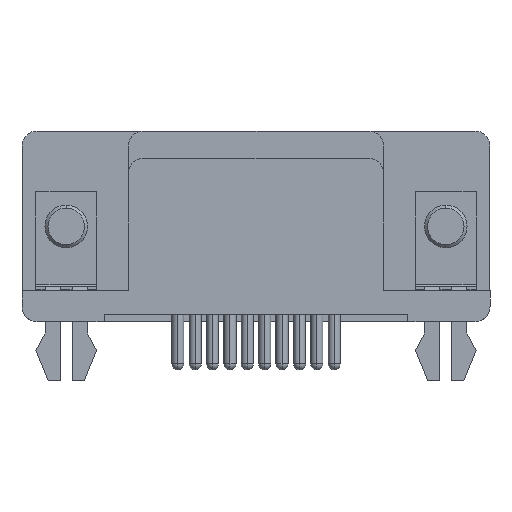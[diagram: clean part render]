
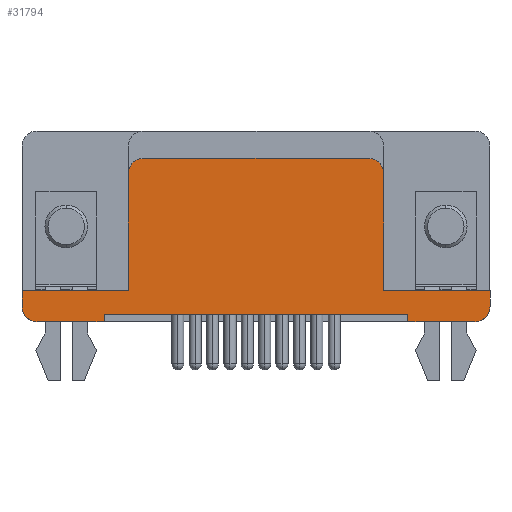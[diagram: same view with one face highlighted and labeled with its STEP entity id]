
A CAD part, front view. The second image highlights one B-rep face of the part: STEP entity #31794.
In plain terms, the highlighted planar face has unit normal (0, -1, 0).
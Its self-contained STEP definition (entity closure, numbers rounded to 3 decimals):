
#31 = ORIENTED_EDGE ( 'NONE', *, *, #15516, .F. ) ;
#67 = ORIENTED_EDGE ( 'NONE', *, *, #33763, .T. ) ;
#341 = EDGE_CURVE ( 'NONE', #15304, #2201, #25803, .T. ) ;
#536 = EDGE_CURVE ( 'NONE', #32322, #16312, #17901, .T. ) ;
#758 = CIRCLE ( 'NONE', #27136, 1. ) ;
#923 = VECTOR ( 'NONE', #1879, 1000. ) ;
#1140 = VERTEX_POINT ( 'NONE', #28663 ) ;
#1208 = VECTOR ( 'NONE', #23485, 1000. ) ;
#1879 = DIRECTION ( 'NONE',  ( -1., 0., 0. ) ) ;
#1927 = DIRECTION ( 'NONE',  ( 1., 0., 0. ) ) ;
#2183 = VECTOR ( 'NONE', #31666, 1000. ) ;
#2201 = VERTEX_POINT ( 'NONE', #31768 ) ;
#2245 = DIRECTION ( 'NONE',  ( 1., 0., 0. ) ) ;
#2511 = AXIS2_PLACEMENT_3D ( 'NONE', #14448, #22870, #19640 ) ;
#2545 = ORIENTED_EDGE ( 'NONE', *, *, #536, .F. ) ;
#2987 = DIRECTION ( 'NONE',  ( 0., 0., 1. ) ) ;
#3323 = EDGE_LOOP ( 'NONE', ( #12099, #7774, #22855, #31, #9402, #22099, #5200, #29760, #10373, #12027, #32244, #67, #24752, #8893, #2545, #4616 ) ) ;
#3414 = VERTEX_POINT ( 'NONE', #12199 ) ;
#4250 = CARTESIAN_POINT ( 'NONE',  ( -10., -15.7, 0.495 ) ) ;
#4270 = DIRECTION ( 'NONE',  ( 0., 0., 1. ) ) ;
#4297 = VERTEX_POINT ( 'NONE', #31672 ) ;
#4616 = ORIENTED_EDGE ( 'NONE', *, *, #26715, .F. ) ;
#5004 = VECTOR ( 'NONE', #25975, 1000. ) ;
#5066 = EDGE_CURVE ( 'NONE', #11003, #16312, #758, .T. ) ;
#5150 = CARTESIAN_POINT ( 'NONE',  ( -10., -15.7, 0.495 ) ) ;
#5200 = ORIENTED_EDGE ( 'NONE', *, *, #35055, .F. ) ;
#5448 = LINE ( 'NONE', #10998, #33458 ) ;
#6114 = EDGE_CURVE ( 'NONE', #4297, #14604, #5448, .T. ) ;
#6345 = VERTEX_POINT ( 'NONE', #28669 ) ;
#6469 = EDGE_CURVE ( 'NONE', #1140, #33716, #18947, .T. ) ;
#6658 = VECTOR ( 'NONE', #30440, 1000. ) ;
#6792 = CARTESIAN_POINT ( 'NONE',  ( -15.405, -15.7, 0.995 ) ) ;
#6932 = CARTESIAN_POINT ( 'NONE',  ( 7.405, -15.7, 10.745 ) ) ;
#7738 = DIRECTION ( 'NONE',  ( 0., -1., 0. ) ) ;
#7774 = ORIENTED_EDGE ( 'NONE', *, *, #28474, .T. ) ;
#8893 = ORIENTED_EDGE ( 'NONE', *, *, #5066, .T. ) ;
#9318 = CIRCLE ( 'NONE', #27618, 1. ) ;
#9402 = ORIENTED_EDGE ( 'NONE', *, *, #24927, .F. ) ;
#10373 = ORIENTED_EDGE ( 'NONE', *, *, #13414, .F. ) ;
#10529 = CARTESIAN_POINT ( 'NONE',  ( -10., -15.7, 0.495 ) ) ;
#10771 = EDGE_CURVE ( 'NONE', #3414, #6345, #9318, .T. ) ;
#10998 = CARTESIAN_POINT ( 'NONE',  ( -15.405, -15.7, -0.005 ) ) ;
#11003 = VERTEX_POINT ( 'NONE', #18112 ) ;
#11137 = CARTESIAN_POINT ( 'NONE',  ( 14.405, -15.7, 0.995 ) ) ;
#11339 = CARTESIAN_POINT ( 'NONE',  ( 15.405, -15.7, 47.102 ) ) ;
#11905 = VECTOR ( 'NONE', #28972, 1000. ) ;
#12027 = ORIENTED_EDGE ( 'NONE', *, *, #341, .F. ) ;
#12099 = ORIENTED_EDGE ( 'NONE', *, *, #17769, .T. ) ;
#12199 = CARTESIAN_POINT ( 'NONE',  ( 14.405, -15.7, -0.005 ) ) ;
#12253 = AXIS2_PLACEMENT_3D ( 'NONE', #34926, #7738, #1927 ) ;
#12648 = LINE ( 'NONE', #18038, #11905 ) ;
#12757 = CARTESIAN_POINT ( 'NONE',  ( 15.405, -15.7, 2.045 ) ) ;
#12940 = LINE ( 'NONE', #19166, #23059 ) ;
#13414 = EDGE_CURVE ( 'NONE', #2201, #6345, #30849, .T. ) ;
#13492 = VECTOR ( 'NONE', #16079, 1000. ) ;
#14000 = DIRECTION ( 'NONE',  ( 0., -1., 0. ) ) ;
#14448 = CARTESIAN_POINT ( 'NONE',  ( 7.405, -15.7, 9.745 ) ) ;
#14604 = VERTEX_POINT ( 'NONE', #17150 ) ;
#15207 = CARTESIAN_POINT ( 'NONE',  ( -15.405, -15.7, 10.745 ) ) ;
#15304 = VERTEX_POINT ( 'NONE', #25231 ) ;
#15516 = EDGE_CURVE ( 'NONE', #23091, #4297, #18745, .T. ) ;
#16079 = DIRECTION ( 'NONE',  ( 0., 0., -1. ) ) ;
#16312 = VERTEX_POINT ( 'NONE', #18752 ) ;
#17150 = CARTESIAN_POINT ( 'NONE',  ( -14.405, -15.7, -0.005 ) ) ;
#17238 = DIRECTION ( 'NONE',  ( 0., 0., -1. ) ) ;
#17769 = EDGE_CURVE ( 'NONE', #33656, #25627, #12648, .T. ) ;
#17901 = LINE ( 'NONE', #23795, #24071 ) ;
#18038 = CARTESIAN_POINT ( 'NONE',  ( -15.405, -15.7, 47.102 ) ) ;
#18112 = CARTESIAN_POINT ( 'NONE',  ( -7.405, -15.7, 10.745 ) ) ;
#18174 = EDGE_CURVE ( 'NONE', #11003, #30521, #34189, .T. ) ;
#18745 = LINE ( 'NONE', #5150, #13492 ) ;
#18752 = CARTESIAN_POINT ( 'NONE',  ( -8.405, -15.7, 9.745 ) ) ;
#18947 = LINE ( 'NONE', #21647, #6658 ) ;
#19166 = CARTESIAN_POINT ( 'NONE',  ( 8.405, -15.7, 2.045 ) ) ;
#19640 = DIRECTION ( 'NONE',  ( 1., 0., 0. ) ) ;
#20070 = CARTESIAN_POINT ( 'NONE',  ( 8.405, -15.7, 9.745 ) ) ;
#20940 = CARTESIAN_POINT ( 'NONE',  ( -15.405, -15.7, -0.005 ) ) ;
#21628 = CARTESIAN_POINT ( 'NONE',  ( -14.405, -15.7, 0.995 ) ) ;
#21647 = CARTESIAN_POINT ( 'NONE',  ( 10., -15.7, 0.495 ) ) ;
#22099 = ORIENTED_EDGE ( 'NONE', *, *, #6469, .T. ) ;
#22172 = CARTESIAN_POINT ( 'NONE',  ( -15.405, -15.7, 2.045 ) ) ;
#22838 = EDGE_CURVE ( 'NONE', #15304, #24535, #12940, .T. ) ;
#22855 = ORIENTED_EDGE ( 'NONE', *, *, #6114, .F. ) ;
#22870 = DIRECTION ( 'NONE',  ( 0., -1., 0. ) ) ;
#23059 = VECTOR ( 'NONE', #2987, 1000. ) ;
#23091 = VERTEX_POINT ( 'NONE', #10529 ) ;
#23323 = DIRECTION ( 'NONE',  ( 0., -1., 0. ) ) ;
#23485 = DIRECTION ( 'NONE',  ( 1., 0., 0. ) ) ;
#23499 = AXIS2_PLACEMENT_3D ( 'NONE', #21628, #26838, #2245 ) ;
#23640 = PLANE ( 'NONE',  #12253 ) ;
#23795 = CARTESIAN_POINT ( 'NONE',  ( -8.405, -15.7, 2.045 ) ) ;
#24071 = VECTOR ( 'NONE', #4270, 1000. ) ;
#24121 = LINE ( 'NONE', #4250, #923 ) ;
#24535 = VERTEX_POINT ( 'NONE', #20070 ) ;
#24752 = ORIENTED_EDGE ( 'NONE', *, *, #18174, .F. ) ;
#24927 = EDGE_CURVE ( 'NONE', #1140, #23091, #24121, .T. ) ;
#25231 = CARTESIAN_POINT ( 'NONE',  ( 8.405, -15.7, 2.045 ) ) ;
#25627 = VERTEX_POINT ( 'NONE', #6792 ) ;
#25803 = LINE ( 'NONE', #12757, #1208 ) ;
#25975 = DIRECTION ( 'NONE',  ( -1., 0., 0. ) ) ;
#26002 = DIRECTION ( 'NONE',  ( 1., 0., 0. ) ) ;
#26715 = EDGE_CURVE ( 'NONE', #33656, #32322, #33100, .T. ) ;
#26838 = DIRECTION ( 'NONE',  ( 0., -1., 0. ) ) ;
#27136 = AXIS2_PLACEMENT_3D ( 'NONE', #28703, #23323, #26002 ) ;
#27471 = DIRECTION ( 'NONE',  ( -1., 0., 0. ) ) ;
#27618 = AXIS2_PLACEMENT_3D ( 'NONE', #11137, #14000, #29959 ) ;
#28474 = EDGE_CURVE ( 'NONE', #25627, #14604, #35507, .T. ) ;
#28663 = CARTESIAN_POINT ( 'NONE',  ( 10., -15.7, 0.495 ) ) ;
#28669 = CARTESIAN_POINT ( 'NONE',  ( 15.405, -15.7, 0.995 ) ) ;
#28703 = CARTESIAN_POINT ( 'NONE',  ( -7.405, -15.7, 9.745 ) ) ;
#28867 = LINE ( 'NONE', #20940, #5004 ) ;
#28972 = DIRECTION ( 'NONE',  ( 0., 0., -1. ) ) ;
#29395 = FACE_OUTER_BOUND ( 'NONE', #3323, .T. ) ;
#29547 = CARTESIAN_POINT ( 'NONE',  ( 10., -15.7, -0.005 ) ) ;
#29760 = ORIENTED_EDGE ( 'NONE', *, *, #10771, .T. ) ;
#29959 = DIRECTION ( 'NONE',  ( 1., 0., 0. ) ) ;
#30324 = VECTOR ( 'NONE', #33253, 1000. ) ;
#30440 = DIRECTION ( 'NONE',  ( 0., 0., -1. ) ) ;
#30521 = VERTEX_POINT ( 'NONE', #6932 ) ;
#30538 = VECTOR ( 'NONE', #17238, 1000. ) ;
#30591 = CIRCLE ( 'NONE', #2511, 1. ) ;
#30849 = LINE ( 'NONE', #11339, #30538 ) ;
#31666 = DIRECTION ( 'NONE',  ( 1., 0., 0. ) ) ;
#31672 = CARTESIAN_POINT ( 'NONE',  ( -10., -15.7, -0.005 ) ) ;
#31768 = CARTESIAN_POINT ( 'NONE',  ( 15.405, -15.7, 2.045 ) ) ;
#31794 = ADVANCED_FACE ( 'NONE', ( #29395 ), #23640, .T. ) ;
#32244 = ORIENTED_EDGE ( 'NONE', *, *, #22838, .T. ) ;
#32322 = VERTEX_POINT ( 'NONE', #34466 ) ;
#33100 = LINE ( 'NONE', #22172, #30324 ) ;
#33253 = DIRECTION ( 'NONE',  ( 1., 0., 0. ) ) ;
#33458 = VECTOR ( 'NONE', #27471, 1000. ) ;
#33656 = VERTEX_POINT ( 'NONE', #34719 ) ;
#33716 = VERTEX_POINT ( 'NONE', #29547 ) ;
#33763 = EDGE_CURVE ( 'NONE', #24535, #30521, #30591, .T. ) ;
#34189 = LINE ( 'NONE', #15207, #2183 ) ;
#34466 = CARTESIAN_POINT ( 'NONE',  ( -8.405, -15.7, 2.045 ) ) ;
#34719 = CARTESIAN_POINT ( 'NONE',  ( -15.405, -15.7, 2.045 ) ) ;
#34926 = CARTESIAN_POINT ( 'NONE',  ( -15.405, -15.7, 47.102 ) ) ;
#35055 = EDGE_CURVE ( 'NONE', #3414, #33716, #28867, .T. ) ;
#35507 = CIRCLE ( 'NONE', #23499, 1. ) ;
